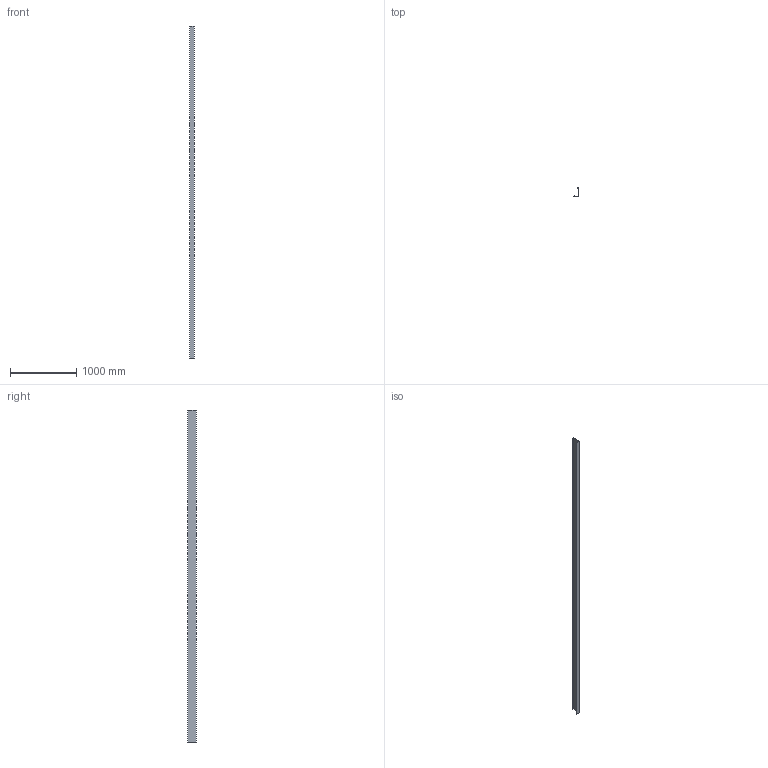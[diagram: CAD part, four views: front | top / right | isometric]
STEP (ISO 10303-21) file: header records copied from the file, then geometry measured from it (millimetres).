
FILE_DESCRIPTION (( 'STEP AP214' ), '1' );
FILE_NAME ('AL_0047-5000-S-E.STEP', '2023-12-14T08:51:02', ( '' ), ( '' ), 'SwSTEP 2.0', 'SolidWorks 2019', '' );
FILE_SCHEMA (( 'AUTOMOTIVE_DESIGN' ));
Length unit declared in the file: millimetre
Products named in the file (1): AL_0047-5000-S-E
Bounding box: 66 x 133 x 5000 mm (x, y, z)
Volume: 1546548.6 mm3; surface area: 2104106.8 mm2
Topology: 1 solids, 1 shells, 26 faces, 72 edges, 48 vertices
Faces by surface type: plane 15, cylinder 11
Entity records: 872 total; most frequent: DIRECTION 148, CARTESIAN_POINT 147, ORIENTED_EDGE 144, EDGE_CURVE 72, LINE 50, VECTOR 50, AXIS2_PLACEMENT_3D 49, VERTEX_POINT 48
